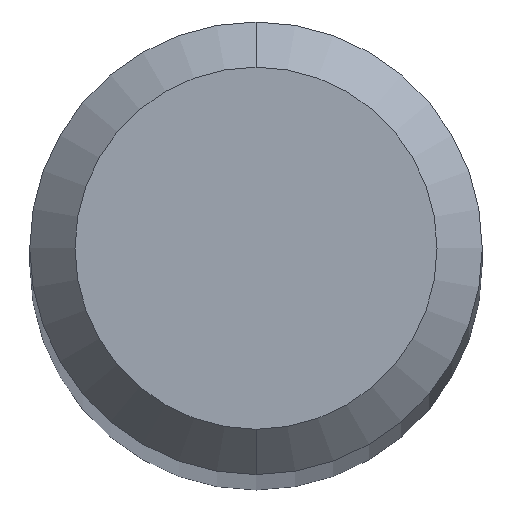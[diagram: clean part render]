
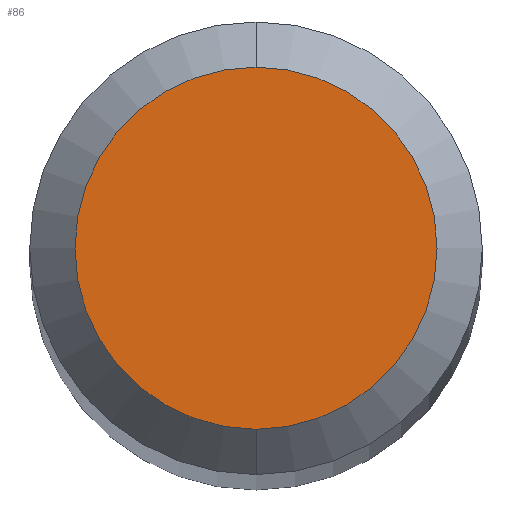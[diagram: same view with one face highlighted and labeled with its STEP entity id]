
A CAD part, top view. The second image highlights one B-rep face of the part: STEP entity #86.
In plain terms, the highlighted planar face has unit normal (0, 0, 1).
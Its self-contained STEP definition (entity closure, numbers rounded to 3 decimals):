
#17 = DIRECTION ( 'NONE',  ( 0., 1., 0. ) ) ;
#26 = AXIS2_PLACEMENT_3D ( 'NONE', #44, #66, #205 ) ;
#36 = CARTESIAN_POINT ( 'NONE',  ( 0., 0., 0. ) ) ;
#41 = EDGE_CURVE ( 'NONE', #210, #122, #169, .T. ) ;
#44 = CARTESIAN_POINT ( 'NONE',  ( 0., 0., 0. ) ) ;
#57 = CARTESIAN_POINT ( 'NONE',  ( 0., 2.108, 0. ) ) ;
#61 = CIRCLE ( 'NONE', #26, 1.687 ) ;
#66 = DIRECTION ( 'NONE',  ( 0., 0., 1. ) ) ;
#70 = FACE_OUTER_BOUND ( 'NONE', #193, .T. ) ;
#71 = ORIENTED_EDGE ( 'NONE', *, *, #41, .T. ) ;
#86 = ADVANCED_FACE ( 'NONE', ( #70 ), #134, .F. ) ;
#107 = DIRECTION ( 'NONE',  ( 0., 0., -1. ) ) ;
#122 = VERTEX_POINT ( 'NONE', #175 ) ;
#130 = AXIS2_PLACEMENT_3D ( 'NONE', #36, #167, #166 ) ;
#134 = PLANE ( 'NONE',  #176 ) ;
#137 = ORIENTED_EDGE ( 'NONE', *, *, #162, .T. ) ;
#140 = CARTESIAN_POINT ( 'NONE',  ( 0., 1.687, 0. ) ) ;
#162 = EDGE_CURVE ( 'NONE', #122, #210, #61, .T. ) ;
#166 = DIRECTION ( 'NONE',  ( 0., 1., 0. ) ) ;
#167 = DIRECTION ( 'NONE',  ( 0., 0., 1. ) ) ;
#169 = CIRCLE ( 'NONE', #130, 1.687 ) ;
#175 = CARTESIAN_POINT ( 'NONE',  ( 0., -1.687, 0. ) ) ;
#176 = AXIS2_PLACEMENT_3D ( 'NONE', #57, #107, #17 ) ;
#193 = EDGE_LOOP ( 'NONE', ( #71, #137 ) ) ;
#205 = DIRECTION ( 'NONE',  ( 0., 1., 0. ) ) ;
#210 = VERTEX_POINT ( 'NONE', #140 ) ;
